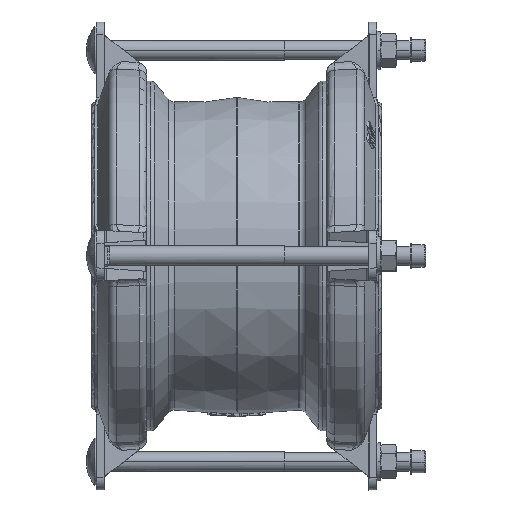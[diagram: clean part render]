
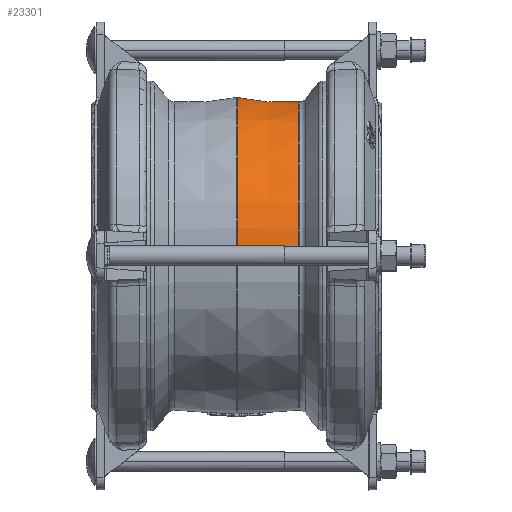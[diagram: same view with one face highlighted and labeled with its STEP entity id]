
A CAD part, top view. The second image highlights one B-rep face of the part: STEP entity #23301.
In plain terms, the highlighted conical face has half-angle 4 degrees and reference radius 101.083 mm.
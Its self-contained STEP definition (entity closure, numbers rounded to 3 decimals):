
#608 = CARTESIAN_POINT ( 'NONE',  ( 39.532, 0., 98.343 ) ) ;
#612 = CARTESIAN_POINT ( 'NONE',  ( 39.532, 0., -98.343 ) ) ;
#628 = CARTESIAN_POINT ( 'NONE',  ( 0.349, 0., -101.083 ) ) ;
#629 = CARTESIAN_POINT ( 'NONE',  ( 0.349, 0., 101.083 ) ) ;
#3218 = AXIS2_PLACEMENT_3D ( 'NONE', #13026, #13027, #13028 ) ;
#10487 = EDGE_CURVE ( 'NONE', #30881, #30874, #31345, .T. ) ;
#10488 = EDGE_CURVE ( 'NONE', #30874, #30912, #31344, .T. ) ;
#13026 = CARTESIAN_POINT ( 'NONE',  ( 0.349, 0., 0. ) ) ;
#13027 = DIRECTION ( 'NONE',  ( 1., 0., 0. ) ) ;
#13028 = DIRECTION ( 'NONE',  ( 0., 0., -1. ) ) ;
#13281 = CARTESIAN_POINT ( 'NONE',  ( 0.349, 0., -101.083 ) ) ;
#13282 = DIRECTION ( 'NONE',  ( -0.998, 0., -0.07 ) ) ;
#14788 = DIRECTION ( 'NONE',  ( 0., 0., 1. ) ) ;
#14790 = DIRECTION ( 'NONE',  ( -1., 0., 0. ) ) ;
#14792 = CARTESIAN_POINT ( 'NONE',  ( 0.349, 0., 0. ) ) ;
#15904 = FACE_OUTER_BOUND ( 'NONE', #28544, .T. ) ;
#15911 = CONICAL_SURFACE ( 'NONE', #18272, 101.083, 0.07 ) ;
#17559 = AXIS2_PLACEMENT_3D ( 'NONE', #19496, #19498, #19500 ) ;
#18272 = AXIS2_PLACEMENT_3D ( 'NONE', #14792, #14790, #14788 ) ;
#19483 = DIRECTION ( 'NONE',  ( -0.998, 0., 0.07 ) ) ;
#19494 = CARTESIAN_POINT ( 'NONE',  ( 0.349, 0., 101.083 ) ) ;
#19496 = CARTESIAN_POINT ( 'NONE',  ( 39.532, 0., 0. ) ) ;
#19498 = DIRECTION ( 'NONE',  ( 1., 0., 0. ) ) ;
#19500 = DIRECTION ( 'NONE',  ( 0., 0., -1. ) ) ;
#23301 = ADVANCED_FACE ( 'NONE', ( #15904 ), #15911, .T. ) ;
#26671 = CIRCLE ( 'NONE', #3218, 101.083 ) ;
#26737 = LINE ( 'NONE', #13281, #26739 ) ;
#26739 = VECTOR ( 'NONE', #13282, 1000. ) ;
#28544 = EDGE_LOOP ( 'NONE', ( #32881, #32910, #32822, #32886 ) ) ;
#30874 = VERTEX_POINT ( 'NONE', #608 ) ;
#30881 = VERTEX_POINT ( 'NONE', #612 ) ;
#30910 = VERTEX_POINT ( 'NONE', #628 ) ;
#30912 = VERTEX_POINT ( 'NONE', #629 ) ;
#31344 = LINE ( 'NONE', #19494, #31347 ) ;
#31345 = CIRCLE ( 'NONE', #17559, 98.343 ) ;
#31347 = VECTOR ( 'NONE', #19483, 1000. ) ;
#32822 = ORIENTED_EDGE ( 'NONE', *, *, #39301, .T. ) ;
#32881 = ORIENTED_EDGE ( 'NONE', *, *, #10487, .F. ) ;
#32886 = ORIENTED_EDGE ( 'NONE', *, *, #10488, .F. ) ;
#32910 = ORIENTED_EDGE ( 'NONE', *, *, #39360, .T. ) ;
#39301 = EDGE_CURVE ( 'NONE', #30910, #30912, #26671, .T. ) ;
#39360 = EDGE_CURVE ( 'NONE', #30881, #30910, #26737, .T. ) ;
